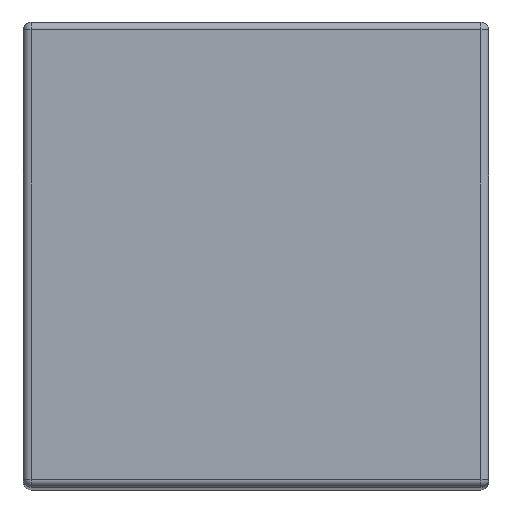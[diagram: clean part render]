
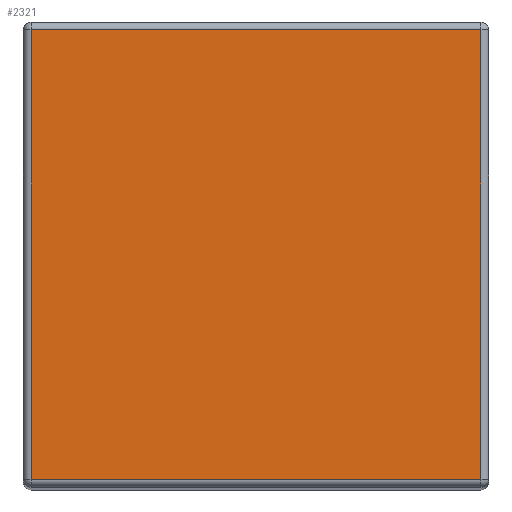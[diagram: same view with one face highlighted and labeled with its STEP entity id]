
A CAD part, top view. The second image highlights one B-rep face of the part: STEP entity #2321.
In plain terms, the highlighted planar face has unit normal (0, 0, 1).
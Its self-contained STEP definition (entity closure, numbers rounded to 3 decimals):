
#621=DIRECTION('',(1.,0.,0.));
#622=VECTOR('',#621,29.);
#623=CARTESIAN_POINT('',(-14.5,29.5,102.));
#624=LINE('',#623,#622);
#628=DIRECTION('',(0.,-1.,0.));
#629=VECTOR('',#628,29.);
#630=CARTESIAN_POINT('',(14.5,29.5,102.));
#631=LINE('',#630,#629);
#635=DIRECTION('',(-1.,0.,0.));
#636=VECTOR('',#635,29.);
#637=CARTESIAN_POINT('',(14.5,0.5,102.));
#638=LINE('',#637,#636);
#642=DIRECTION('',(0.,-1.,0.));
#643=VECTOR('',#642,29.);
#644=CARTESIAN_POINT('',(-14.5,29.5,102.));
#645=LINE('',#644,#643);
#1746=CARTESIAN_POINT('',(-14.5,29.5,102.));
#1747=CARTESIAN_POINT('',(14.5,29.5,102.));
#1748=VERTEX_POINT('',#1746);
#1749=VERTEX_POINT('',#1747);
#1754=CARTESIAN_POINT('',(-14.5,0.5,102.));
#1755=VERTEX_POINT('',#1754);
#1886=CARTESIAN_POINT('',(14.5,0.5,102.));
#1887=VERTEX_POINT('',#1886);
#2307=CARTESIAN_POINT('',(-15.,0.,102.));
#2308=DIRECTION('',(0.,0.,1.));
#2309=DIRECTION('',(1.,0.,0.));
#2310=AXIS2_PLACEMENT_3D('',#2307,#2308,#2309);
#2311=PLANE('',#2310);
#2312=ORIENTED_EDGE('',*,*,#2297,.T.);
#2314=ORIENTED_EDGE('',*,*,#2313,.T.);
#2316=ORIENTED_EDGE('',*,*,#2315,.T.);
#2318=ORIENTED_EDGE('',*,*,#2317,.F.);
#2319=EDGE_LOOP('',(#2312,#2314,#2316,#2318));
#2320=FACE_OUTER_BOUND('',#2319,.F.);
#2321=ADVANCED_FACE('',(#2320),#2311,.T.);
#2297=EDGE_CURVE('',#1748,#1749,#624,.T.);
#2313=EDGE_CURVE('',#1749,#1887,#631,.T.);
#2315=EDGE_CURVE('',#1887,#1755,#638,.T.);
#2317=EDGE_CURVE('',#1748,#1755,#645,.T.);
